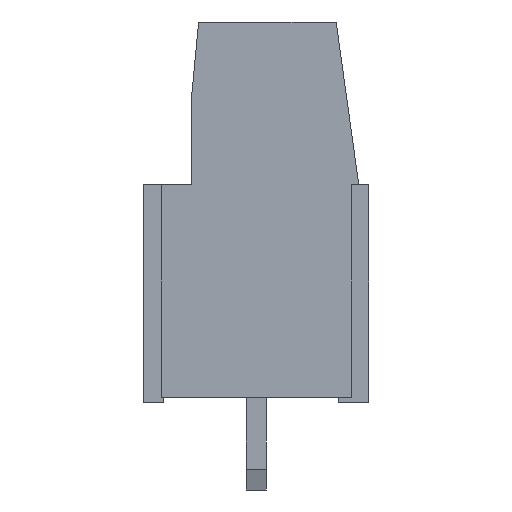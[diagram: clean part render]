
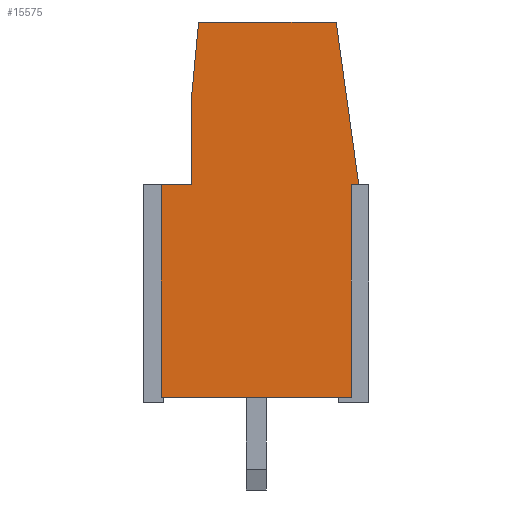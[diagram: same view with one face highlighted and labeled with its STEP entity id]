
A CAD part, left-side view. The second image highlights one B-rep face of the part: STEP entity #15575.
In plain terms, the highlighted planar face has unit normal (-1, 0, 0).
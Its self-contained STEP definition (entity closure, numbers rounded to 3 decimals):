
#483 = VECTOR ( 'NONE', #14956, 1000. ) ;
#970 = VERTEX_POINT ( 'NONE', #8310 ) ;
#1479 = VERTEX_POINT ( 'NONE', #9523 ) ;
#1650 = CARTESIAN_POINT ( 'NONE',  ( -5.08, -3.35, -15. ) ) ;
#1804 = DIRECTION ( 'NONE',  ( 0., -0.093, 0.996 ) ) ;
#1884 = LINE ( 'NONE', #11526, #7381 ) ;
#2005 = CARTESIAN_POINT ( 'NONE',  ( -5.08, 3.05, -3.2 ) ) ;
#2102 = LINE ( 'NONE', #3575, #12862 ) ;
#2301 = CARTESIAN_POINT ( 'NONE',  ( -5.08, 4.25, -15. ) ) ;
#2828 = VERTEX_POINT ( 'NONE', #13907 ) ;
#2938 = EDGE_LOOP ( 'NONE', ( #8106, #13914, #8763, #9708, #11315, #16222, #16698, #14318, #6886 ) ) ;
#3086 = CARTESIAN_POINT ( 'NONE',  ( -5.08, 3.05, -6.5 ) ) ;
#3215 = EDGE_CURVE ( 'NONE', #3605, #8960, #15640, .T. ) ;
#3257 = CARTESIAN_POINT ( 'NONE',  ( -5.08, 0., 0. ) ) ;
#3485 = LINE ( 'NONE', #10319, #17315 ) ;
#3551 = VECTOR ( 'NONE', #10272, 1000. ) ;
#3575 = CARTESIAN_POINT ( 'NONE',  ( -5.08, 4.25, -15. ) ) ;
#3605 = VERTEX_POINT ( 'NONE', #6191 ) ;
#4052 = EDGE_CURVE ( 'NONE', #17676, #1479, #11622, .T. ) ;
#4073 = DIRECTION ( 'NONE',  ( 0., -1., 0. ) ) ;
#4773 = DIRECTION ( 'NONE',  ( 0., -0.137, -0.991 ) ) ;
#4991 = VECTOR ( 'NONE', #16757, 1000. ) ;
#6191 = CARTESIAN_POINT ( 'NONE',  ( -5.08, 3.05, -6.5 ) ) ;
#6464 = LINE ( 'NONE', #14611, #483 ) ;
#6703 = EDGE_CURVE ( 'NONE', #11110, #16898, #11887, .T. ) ;
#6886 = ORIENTED_EDGE ( 'NONE', *, *, #4052, .F. ) ;
#7381 = VECTOR ( 'NONE', #1804, 1000. ) ;
#8065 = VERTEX_POINT ( 'NONE', #2301 ) ;
#8106 = ORIENTED_EDGE ( 'NONE', *, *, #14484, .F. ) ;
#8310 = CARTESIAN_POINT ( 'NONE',  ( -5.08, 4.25, -6.5 ) ) ;
#8574 = DIRECTION ( 'NONE',  ( 0., 0., 1. ) ) ;
#8763 = ORIENTED_EDGE ( 'NONE', *, *, #16448, .F. ) ;
#8776 = CARTESIAN_POINT ( 'NONE',  ( -5.08, 2.75, 0. ) ) ;
#8960 = VERTEX_POINT ( 'NONE', #2005 ) ;
#9523 = CARTESIAN_POINT ( 'NONE',  ( -5.08, -3.35, -6.5 ) ) ;
#9708 = ORIENTED_EDGE ( 'NONE', *, *, #3215, .F. ) ;
#10272 = DIRECTION ( 'NONE',  ( 0., 1., 0. ) ) ;
#10295 = DIRECTION ( 'NONE',  ( 0., 0., 1. ) ) ;
#10319 = CARTESIAN_POINT ( 'NONE',  ( -5.08, -2.75, 0. ) ) ;
#10889 = CARTESIAN_POINT ( 'NONE',  ( -5.08, 2.75, 0. ) ) ;
#11110 = VERTEX_POINT ( 'NONE', #8776 ) ;
#11188 = LINE ( 'NONE', #1650, #4991 ) ;
#11263 = DIRECTION ( 'NONE',  ( 1., 0., 0. ) ) ;
#11315 = ORIENTED_EDGE ( 'NONE', *, *, #15664, .F. ) ;
#11413 = EDGE_CURVE ( 'NONE', #2828, #1479, #15651, .T. ) ;
#11526 = CARTESIAN_POINT ( 'NONE',  ( -5.08, 3.05, -3.2 ) ) ;
#11622 = LINE ( 'NONE', #17404, #3551 ) ;
#11654 = AXIS2_PLACEMENT_3D ( 'NONE', #3257, #11263, #16740 ) ;
#11887 = LINE ( 'NONE', #10889, #12647 ) ;
#12050 = EDGE_CURVE ( 'NONE', #2828, #8065, #11188, .T. ) ;
#12647 = VECTOR ( 'NONE', #4073, 1000. ) ;
#12788 = VECTOR ( 'NONE', #8574, 1000. ) ;
#12862 = VECTOR ( 'NONE', #14766, 1000. ) ;
#13265 = CARTESIAN_POINT ( 'NONE',  ( -5.08, -3.65, -6.5 ) ) ;
#13732 = EDGE_CURVE ( 'NONE', #8065, #970, #2102, .T. ) ;
#13907 = CARTESIAN_POINT ( 'NONE',  ( -5.08, -3.35, -15. ) ) ;
#13914 = ORIENTED_EDGE ( 'NONE', *, *, #6703, .F. ) ;
#14160 = CARTESIAN_POINT ( 'NONE',  ( -5.08, -3.35, -15. ) ) ;
#14318 = ORIENTED_EDGE ( 'NONE', *, *, #11413, .T. ) ;
#14398 = VECTOR ( 'NONE', #10295, 1000. ) ;
#14484 = EDGE_CURVE ( 'NONE', #16898, #17676, #3485, .T. ) ;
#14611 = CARTESIAN_POINT ( 'NONE',  ( -5.08, 4.25, -6.5 ) ) ;
#14766 = DIRECTION ( 'NONE',  ( 0., 0., 1. ) ) ;
#14956 = DIRECTION ( 'NONE',  ( 0., -1., 0. ) ) ;
#15575 = ADVANCED_FACE ( 'NONE', ( #16832 ), #16923, .F. ) ;
#15640 = LINE ( 'NONE', #3086, #12788 ) ;
#15651 = LINE ( 'NONE', #14160, #14398 ) ;
#15664 = EDGE_CURVE ( 'NONE', #970, #3605, #6464, .T. ) ;
#16222 = ORIENTED_EDGE ( 'NONE', *, *, #13732, .F. ) ;
#16448 = EDGE_CURVE ( 'NONE', #8960, #11110, #1884, .T. ) ;
#16698 = ORIENTED_EDGE ( 'NONE', *, *, #12050, .F. ) ;
#16740 = DIRECTION ( 'NONE',  ( 0., 1., 0. ) ) ;
#16757 = DIRECTION ( 'NONE',  ( 0., 1., 0. ) ) ;
#16832 = FACE_OUTER_BOUND ( 'NONE', #2938, .T. ) ;
#16898 = VERTEX_POINT ( 'NONE', #17048 ) ;
#16923 = PLANE ( 'NONE',  #11654 ) ;
#17048 = CARTESIAN_POINT ( 'NONE',  ( -5.08, -2.75, 0. ) ) ;
#17315 = VECTOR ( 'NONE', #4773, 1000. ) ;
#17404 = CARTESIAN_POINT ( 'NONE',  ( -5.08, -3.65, -6.5 ) ) ;
#17676 = VERTEX_POINT ( 'NONE', #13265 ) ;
